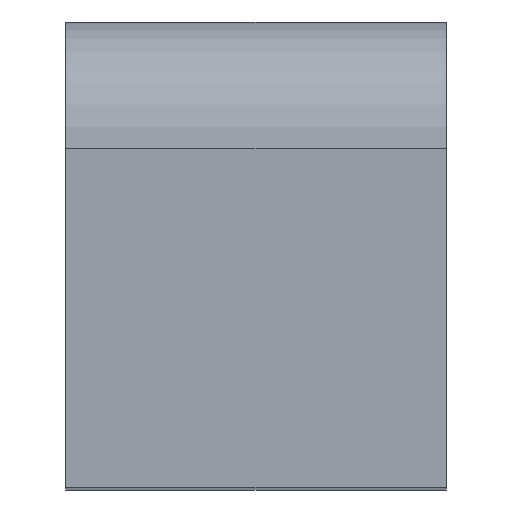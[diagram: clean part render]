
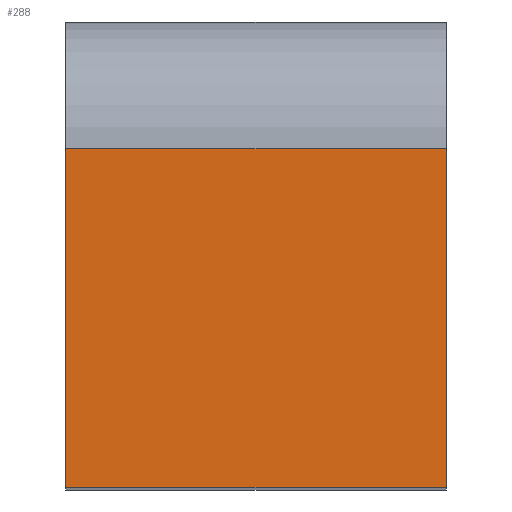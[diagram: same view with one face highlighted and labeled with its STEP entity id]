
A CAD part, top view. The second image highlights one B-rep face of the part: STEP entity #288.
In plain terms, the highlighted planar face has unit normal (0, 0, 1).
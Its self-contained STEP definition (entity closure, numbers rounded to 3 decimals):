
#20=PLANE('',#322);
#35=FACE_OUTER_BOUND('',#52,.T.);
#52=EDGE_LOOP('',(#227,#228,#229,#230));
#72=LINE('',#437,#105);
#81=LINE('',#456,#114);
#82=LINE('',#459,#115);
#83=LINE('',#460,#116);
#105=VECTOR('',#356,10.);
#114=VECTOR('',#369,10.);
#115=VECTOR('',#372,10.);
#116=VECTOR('',#373,10.);
#145=VERTEX_POINT('',#434);
#146=VERTEX_POINT('',#436);
#154=VERTEX_POINT('',#454);
#155=VERTEX_POINT('',#458);
#173=EDGE_CURVE('',#145,#146,#72,.T.);
#183=EDGE_CURVE('',#154,#145,#81,.T.);
#184=EDGE_CURVE('',#154,#155,#82,.T.);
#185=EDGE_CURVE('',#155,#146,#83,.T.);
#227=ORIENTED_EDGE('',*,*,#183,.F.);
#228=ORIENTED_EDGE('',*,*,#184,.T.);
#229=ORIENTED_EDGE('',*,*,#185,.T.);
#230=ORIENTED_EDGE('',*,*,#173,.F.);
#288=ADVANCED_FACE('',(#35),#20,.T.);
#322=AXIS2_PLACEMENT_3D('',#457,#370,#371);
#356=DIRECTION('',(0.,-1.,0.));
#369=DIRECTION('',(1.,0.,0.));
#370=DIRECTION('center_axis',(0.,0.,1.));
#371=DIRECTION('ref_axis',(0.,-1.,0.));
#372=DIRECTION('',(0.,-1.,0.));
#373=DIRECTION('',(1.,0.,0.));
#434=CARTESIAN_POINT('',(9.,8.,0.));
#436=CARTESIAN_POINT('',(9.,0.,0.));
#437=CARTESIAN_POINT('',(9.,11.,0.));
#454=CARTESIAN_POINT('',(0.,8.,0.));
#456=CARTESIAN_POINT('',(0.,8.,0.));
#457=CARTESIAN_POINT('Origin',(0.,11.,0.));
#458=CARTESIAN_POINT('',(0.,0.,0.));
#459=CARTESIAN_POINT('',(0.,11.,0.));
#460=CARTESIAN_POINT('',(0.,0.,0.));
